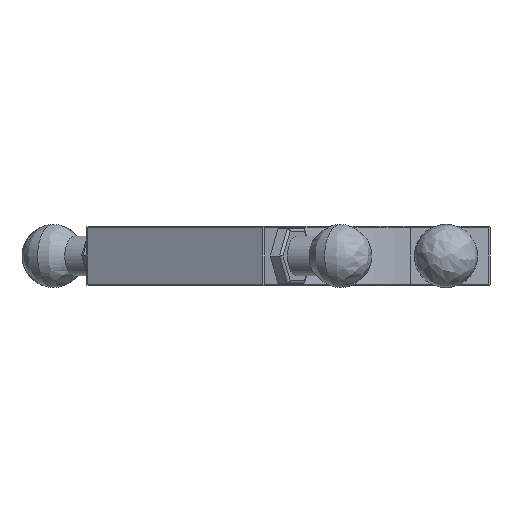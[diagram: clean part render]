
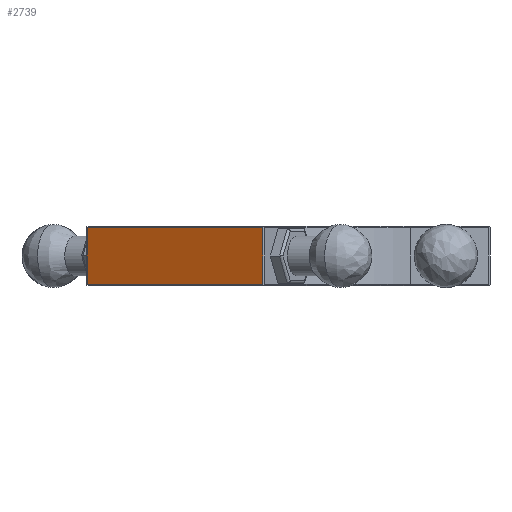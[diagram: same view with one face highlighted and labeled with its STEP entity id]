
A CAD part, left-side view. The second image highlights one B-rep face of the part: STEP entity #2739.
In plain terms, the highlighted planar face has unit normal (-0.866, 0.5, 0).
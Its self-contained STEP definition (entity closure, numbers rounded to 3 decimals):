
#90 = VECTOR ( 'NONE', #5007, 1000. ) ;
#302 = EDGE_CURVE ( 'NONE', #6910, #5691, #3059, .T. ) ;
#386 = CARTESIAN_POINT ( 'NONE',  ( -70.051, 5.226, 9. ) ) ;
#949 = LINE ( 'NONE', #5583, #5655 ) ;
#1174 = CARTESIAN_POINT ( 'NONE',  ( -39.551, 58.053, -8.5 ) ) ;
#1435 = LINE ( 'NONE', #6583, #90 ) ;
#2059 = VECTOR ( 'NONE', #4827, 1000. ) ;
#2258 = AXIS2_PLACEMENT_3D ( 'NONE', #386, #3622, #5198 ) ;
#2472 = PLANE ( 'NONE',  #2258 ) ;
#2521 = VERTEX_POINT ( 'NONE', #1174 ) ;
#2660 = ORIENTED_EDGE ( 'NONE', *, *, #3087, .T. ) ;
#2739 = ADVANCED_FACE ( 'NONE', ( #3036 ), #2472, .T. ) ;
#2930 = CARTESIAN_POINT ( 'NONE',  ( -70.051, 5.226, -8.5 ) ) ;
#3036 = FACE_OUTER_BOUND ( 'NONE', #5009, .T. ) ;
#3059 = LINE ( 'NONE', #3121, #2059 ) ;
#3087 = EDGE_CURVE ( 'NONE', #6910, #3848, #3365, .T. ) ;
#3121 = CARTESIAN_POINT ( 'NONE',  ( -70.051, 5.226, 9. ) ) ;
#3365 = LINE ( 'NONE', #4656, #4038 ) ;
#3372 = EDGE_CURVE ( 'NONE', #3848, #2521, #949, .T. ) ;
#3622 = DIRECTION ( 'NONE',  ( -0.866, 0.5, 0. ) ) ;
#3848 = VERTEX_POINT ( 'NONE', #5545 ) ;
#3856 = ORIENTED_EDGE ( 'NONE', *, *, #6765, .T. ) ;
#4038 = VECTOR ( 'NONE', #5125, 1000. ) ;
#4656 = CARTESIAN_POINT ( 'NONE',  ( -39.551, 58.053, 8.5 ) ) ;
#4782 = CARTESIAN_POINT ( 'NONE',  ( -70.051, 5.226, 8.5 ) ) ;
#4827 = DIRECTION ( 'NONE',  ( 0., 0., -1. ) ) ;
#5007 = DIRECTION ( 'NONE',  ( -0.5, -0.866, 0. ) ) ;
#5009 = EDGE_LOOP ( 'NONE', ( #5356, #3856, #6259, #2660 ) ) ;
#5125 = DIRECTION ( 'NONE',  ( 0.5, 0.866, 0. ) ) ;
#5198 = DIRECTION ( 'NONE',  ( 0., 0., 1. ) ) ;
#5356 = ORIENTED_EDGE ( 'NONE', *, *, #3372, .T. ) ;
#5545 = CARTESIAN_POINT ( 'NONE',  ( -39.551, 58.053, 8.5 ) ) ;
#5583 = CARTESIAN_POINT ( 'NONE',  ( -39.551, 58.053, 9. ) ) ;
#5655 = VECTOR ( 'NONE', #6606, 1000. ) ;
#5691 = VERTEX_POINT ( 'NONE', #2930 ) ;
#6259 = ORIENTED_EDGE ( 'NONE', *, *, #302, .F. ) ;
#6583 = CARTESIAN_POINT ( 'NONE',  ( -70.051, 5.226, -8.5 ) ) ;
#6606 = DIRECTION ( 'NONE',  ( 0., 0., -1. ) ) ;
#6765 = EDGE_CURVE ( 'NONE', #2521, #5691, #1435, .T. ) ;
#6910 = VERTEX_POINT ( 'NONE', #4782 ) ;
